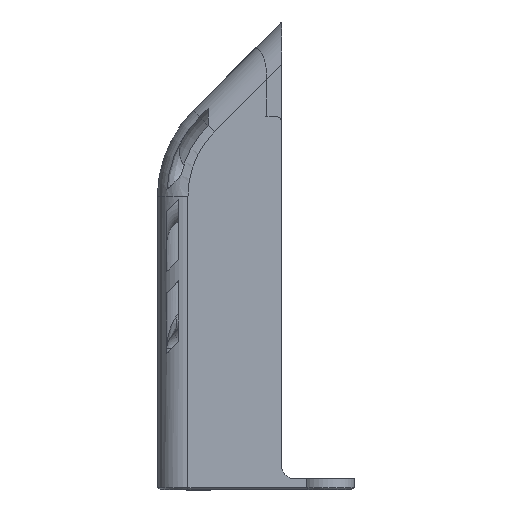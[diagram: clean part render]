
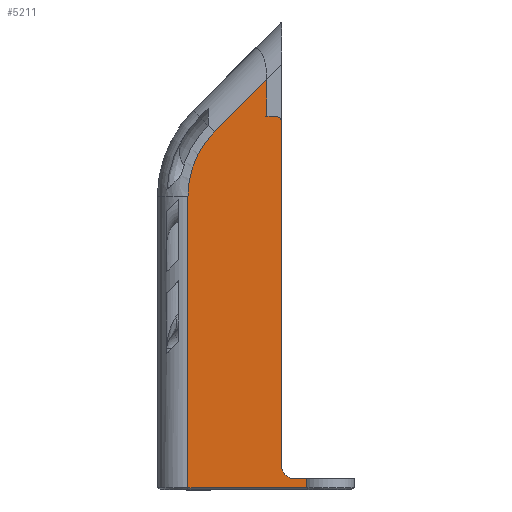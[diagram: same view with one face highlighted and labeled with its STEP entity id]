
A CAD part, front view. The second image highlights one B-rep face of the part: STEP entity #5211.
In plain terms, the highlighted planar face has unit normal (0, -1, 0).
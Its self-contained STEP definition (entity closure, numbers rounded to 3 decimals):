
#92=B_SPLINE_CURVE_WITH_KNOTS('',3,(#12418,#12419,#12420,#12421),
 .UNSPECIFIED.,.F.,.F.,(4,4),(0.,0.606),.UNSPECIFIED.);
#339=PLANE('',#5680);
#570=FACE_OUTER_BOUND('',#887,.T.);
#887=EDGE_LOOP('',(#4272,#4273,#4274,#4275,#4276,#4277,#4278,#4279,#4280,
#4281,#4282));
#1261=LINE('',#12338,#1699);
#1281=LINE('',#12405,#1719);
#1284=LINE('',#12411,#1722);
#1285=LINE('',#12413,#1723);
#1286=LINE('',#12416,#1724);
#1287=LINE('',#12423,#1725);
#1288=LINE('',#12426,#1726);
#1699=VECTOR('',#6758,10.);
#1719=VECTOR('',#6822,66.429);
#1722=VECTOR('',#6827,1.5);
#1723=VECTOR('',#6828,2.146);
#1724=VECTOR('',#6831,10.);
#1725=VECTOR('',#6832,15.707);
#1726=VECTOR('',#6835,48.216);
#2022=CIRCLE('',#5677,1.);
#2024=CIRCLE('',#5681,2.);
#2025=CIRCLE('',#5682,15.);
#2373=VERTEX_POINT('',#12333);
#2374=VERTEX_POINT('',#12337);
#2387=VERTEX_POINT('',#12395);
#2388=VERTEX_POINT('',#12396);
#2391=VERTEX_POINT('',#12404);
#2393=VERTEX_POINT('',#12410);
#2394=VERTEX_POINT('',#12412);
#2395=VERTEX_POINT('',#12415);
#2396=VERTEX_POINT('',#12417);
#2397=VERTEX_POINT('',#12422);
#2398=VERTEX_POINT('',#12424);
#3018=EDGE_CURVE('',#2374,#2373,#1261,.T.);
#3044=EDGE_CURVE('',#2387,#2388,#2022,.T.);
#3048=EDGE_CURVE('',#2388,#2391,#1281,.T.);
#3051=EDGE_CURVE('',#2374,#2393,#1284,.T.);
#3052=EDGE_CURVE('',#2394,#2393,#1285,.T.);
#3053=EDGE_CURVE('',#2394,#2391,#2024,.T.);
#3054=EDGE_CURVE('',#2387,#2395,#1286,.T.);
#3055=EDGE_CURVE('',#2395,#2396,#92,.T.);
#3056=EDGE_CURVE('',#2396,#2397,#1287,.T.);
#3057=EDGE_CURVE('',#2397,#2398,#2025,.T.);
#3058=EDGE_CURVE('',#2398,#2373,#1288,.T.);
#4272=ORIENTED_EDGE('',*,*,#3018,.F.);
#4273=ORIENTED_EDGE('',*,*,#3051,.T.);
#4274=ORIENTED_EDGE('',*,*,#3052,.F.);
#4275=ORIENTED_EDGE('',*,*,#3053,.T.);
#4276=ORIENTED_EDGE('',*,*,#3048,.F.);
#4277=ORIENTED_EDGE('',*,*,#3044,.F.);
#4278=ORIENTED_EDGE('',*,*,#3054,.T.);
#4279=ORIENTED_EDGE('',*,*,#3055,.T.);
#4280=ORIENTED_EDGE('',*,*,#3056,.T.);
#4281=ORIENTED_EDGE('',*,*,#3057,.T.);
#4282=ORIENTED_EDGE('',*,*,#3058,.T.);
#5211=ADVANCED_FACE('',(#570),#339,.T.);
#5677=AXIS2_PLACEMENT_3D('',#12397,#6814,#6815);
#5680=AXIS2_PLACEMENT_3D('',#12409,#6825,#6826);
#5681=AXIS2_PLACEMENT_3D('',#12414,#6829,#6830);
#5682=AXIS2_PLACEMENT_3D('',#12425,#6833,#6834);
#6758=DIRECTION('',(-1.,0.,0.));
#6814=DIRECTION('center_axis',(0.,1.,0.));
#6815=DIRECTION('ref_axis',(0.707,0.,0.707));
#6822=DIRECTION('',(0.,0.,-1.));
#6825=DIRECTION('center_axis',(0.,-1.,0.));
#6826=DIRECTION('ref_axis',(1.,0.,0.));
#6827=DIRECTION('',(0.,0.,1.));
#6828=DIRECTION('',(1.,0.,0.));
#6829=DIRECTION('center_axis',(0.,1.,0.));
#6830=DIRECTION('ref_axis',(1.,0.,0.));
#6831=DIRECTION('',(-1.,0.,0.));
#6832=DIRECTION('',(-0.707,0.,-0.707));
#6833=DIRECTION('center_axis',(0.,-1.,0.));
#6834=DIRECTION('ref_axis',(-1.,0.,0.));
#6835=DIRECTION('',(0.,0.,-1.));
#12333=CARTESIAN_POINT('',(-23.,-99.,0.));
#12337=CARTESIAN_POINT('',(-3.354,-99.,0.));
#12338=CARTESIAN_POINT('',(71.1,-99.,0.));
#12395=CARTESIAN_POINT('',(-8.5,-99.,61.4));
#12396=CARTESIAN_POINT('',(-7.5,-99.,60.4));
#12397=CARTESIAN_POINT('Origin',(-8.5,-99.,60.4));
#12404=CARTESIAN_POINT('',(-7.5,-99.,3.5));
#12405=CARTESIAN_POINT('',(-7.5,-99.,69.929));
#12409=CARTESIAN_POINT('Origin',(142.201,-99.,179.05));
#12410=CARTESIAN_POINT('',(-3.354,-99.,1.5));
#12411=CARTESIAN_POINT('',(-3.354,-99.,0.));
#12412=CARTESIAN_POINT('',(-5.5,-99.,1.5));
#12413=CARTESIAN_POINT('',(-5.5,-99.,1.5));
#12414=CARTESIAN_POINT('Origin',(-5.5,-99.,3.5));
#12415=CARTESIAN_POINT('',(-9.967,-99.,61.4));
#12416=CARTESIAN_POINT('',(79.085,-99.,61.4));
#12417=CARTESIAN_POINT('',(-9.967,-99.,67.462));
#12418=CARTESIAN_POINT('Ctrl Pts',(-9.967,-99.,
61.4));
#12419=CARTESIAN_POINT('Ctrl Pts',(-9.967,-99.,
63.421));
#12420=CARTESIAN_POINT('Ctrl Pts',(-9.967,-99.,
65.441));
#12421=CARTESIAN_POINT('Ctrl Pts',(-9.967,-99.,67.462));
#12422=CARTESIAN_POINT('',(-18.607,-99.,58.822));
#12423=CARTESIAN_POINT('',(-7.5,-99.,69.929));
#12424=CARTESIAN_POINT('',(-23.,-99.,48.216));
#12425=CARTESIAN_POINT('Origin',(-8.,-99.,48.216));
#12426=CARTESIAN_POINT('',(-23.,-99.,48.216));
